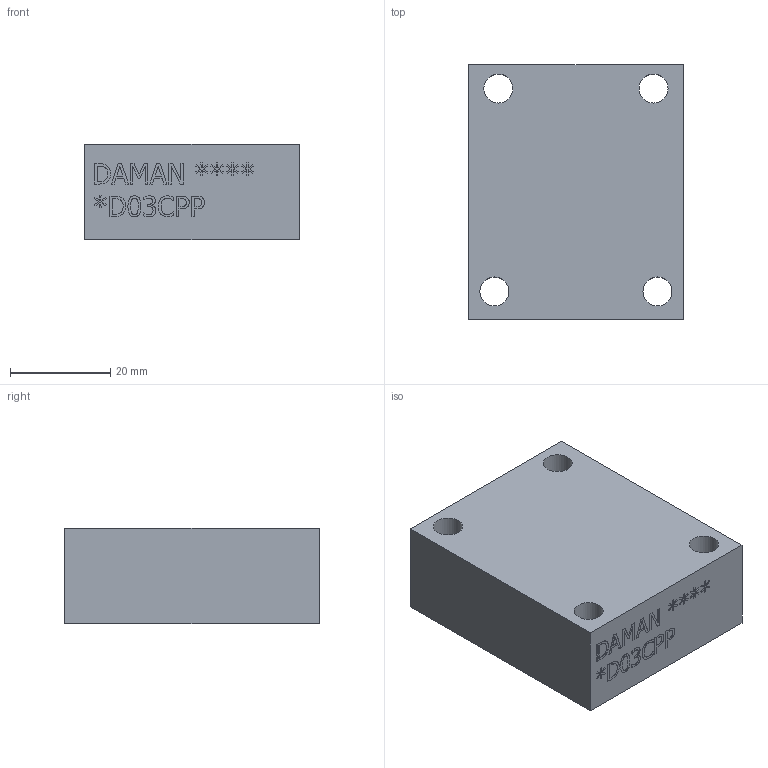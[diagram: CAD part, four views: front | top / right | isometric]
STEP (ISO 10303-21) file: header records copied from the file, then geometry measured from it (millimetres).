
FILE_DESCRIPTION(/* description */ (''),/* implementation_level */ '2;1');
FILE_NAME(/* name */ '_D03CPP.stp',/* time_stamp */ '2021-08-10T13:30:38-04:00',/* author */ ('trevorh'),/* organization */ (''),/* preprocessor_version */ 'ST-DEVELOPER v18',/* originating_system */ 'Autodesk Inventor 2020',/* authorisation */ '');
FILE_SCHEMA (('CONFIG_CONTROL_DESIGN'));
Length unit declared in the file: millimetre
Products named in the file (1): Part_DD03CPP_3D
Bounding box: 42.88 x 50.8 x 19.05 mm (x, y, z)
Volume: 38779.4 mm3; surface area: 9364.1 mm2
Topology: 1 solids, 1 shells, 297 faces, 817 edges, 549 vertices
Faces by surface type: plane 208, bspline 79, cylinder 9, cone 1
Full cylindrical faces by diameter (mm): 3.175 x1, 5.791 x4, 12.7 x4
Entity records: 10086 total; most frequent: CARTESIAN_POINT 2690, ORIENTED_EDGE 1632, DIRECTION 1128, EDGE_CURVE 816, LINE 626, VECTOR 626, VERTEX_POINT 549, EDGE_LOOP 333
